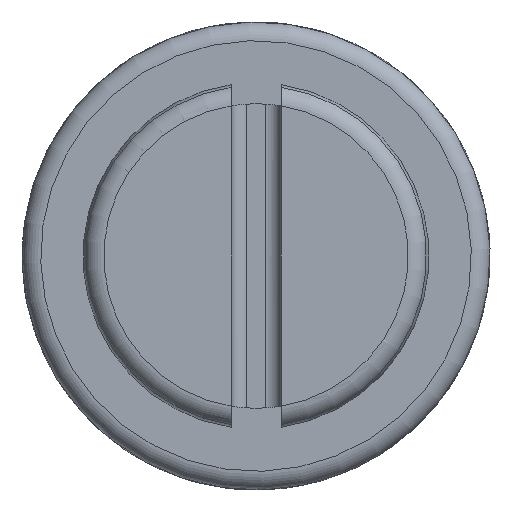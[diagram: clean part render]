
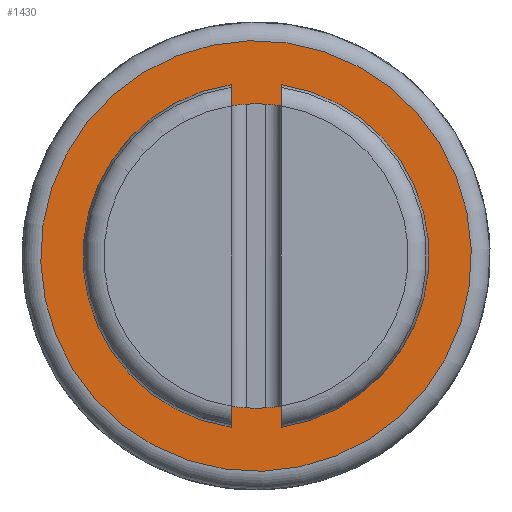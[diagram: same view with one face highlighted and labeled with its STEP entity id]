
A CAD part, left-side view. The second image highlights one B-rep face of the part: STEP entity #1430.
In plain terms, the highlighted planar face has unit normal (-1, 0, 0).
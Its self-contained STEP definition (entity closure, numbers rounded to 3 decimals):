
#19=FACE_BOUND('',#302,.T.);
#143=CIRCLE('',#1567,2.438);
#144=CIRCLE('',#1568,2.438);
#148=CIRCLE('',#1574,3.45);
#149=CIRCLE('',#1575,3.45);
#223=FACE_OUTER_BOUND('',#301,.T.);
#301=EDGE_LOOP('',(#1236,#1237));
#302=EDGE_LOOP('',(#1238,#1239));
#630=VERTEX_POINT('',#2752);
#631=VERTEX_POINT('',#2754);
#635=VERTEX_POINT('',#2766);
#636=VERTEX_POINT('',#2767);
#829=EDGE_CURVE('',#631,#630,#143,.T.);
#830=EDGE_CURVE('',#630,#631,#144,.T.);
#835=EDGE_CURVE('',#635,#636,#148,.T.);
#836=EDGE_CURVE('',#636,#635,#149,.T.);
#1236=ORIENTED_EDGE('',*,*,#835,.T.);
#1237=ORIENTED_EDGE('',*,*,#836,.T.);
#1238=ORIENTED_EDGE('',*,*,#829,.T.);
#1239=ORIENTED_EDGE('',*,*,#830,.T.);
#1283=PLANE('',#1577);
#1430=ADVANCED_FACE('',(#223,#19),#1283,.T.);
#1567=AXIS2_PLACEMENT_3D('',#2755,#1910,#1911);
#1568=AXIS2_PLACEMENT_3D('',#2756,#1912,#1913);
#1574=AXIS2_PLACEMENT_3D('',#2768,#1925,#1926);
#1575=AXIS2_PLACEMENT_3D('',#2769,#1927,#1928);
#1577=AXIS2_PLACEMENT_3D('',#2771,#1931,#1932);
#1910=DIRECTION('center_axis',(1.,0.,0.));
#1911=DIRECTION('ref_axis',(0.,-1.,0.));
#1912=DIRECTION('center_axis',(1.,0.,0.));
#1913=DIRECTION('ref_axis',(0.,-1.,0.));
#1925=DIRECTION('center_axis',(-1.,0.,0.));
#1926=DIRECTION('ref_axis',(0.,0.144,-0.99));
#1927=DIRECTION('center_axis',(-1.,0.,0.));
#1928=DIRECTION('ref_axis',(0.,0.144,-0.99));
#1931=DIRECTION('center_axis',(-1.,0.,0.));
#1932=DIRECTION('ref_axis',(0.,0.144,-0.99));
#2752=CARTESIAN_POINT('',(-10.225,0.917,4.751));
#2754=CARTESIAN_POINT('',(-10.225,-3.958,4.751));
#2755=CARTESIAN_POINT('Origin',(-10.225,-1.521,4.751));
#2756=CARTESIAN_POINT('Origin',(-10.225,-1.521,4.751));
#2766=CARTESIAN_POINT('',(-10.225,-4.935,4.255));
#2767=CARTESIAN_POINT('',(-10.225,-2.017,8.165));
#2768=CARTESIAN_POINT('Origin',(-10.225,-1.521,4.751));
#2769=CARTESIAN_POINT('Origin',(-10.225,-1.521,4.751));
#2771=CARTESIAN_POINT('Origin',(-10.225,-1.521,4.751));
